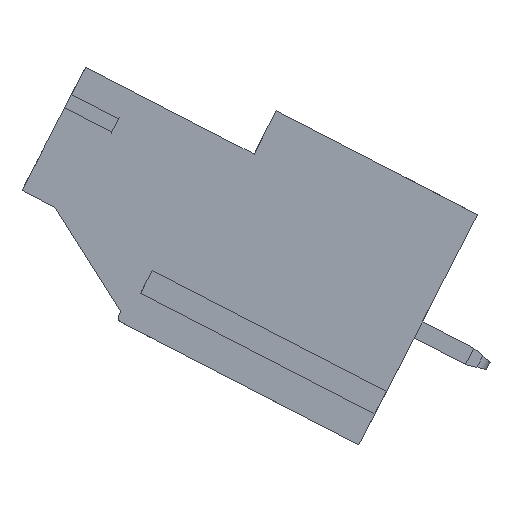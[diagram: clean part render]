
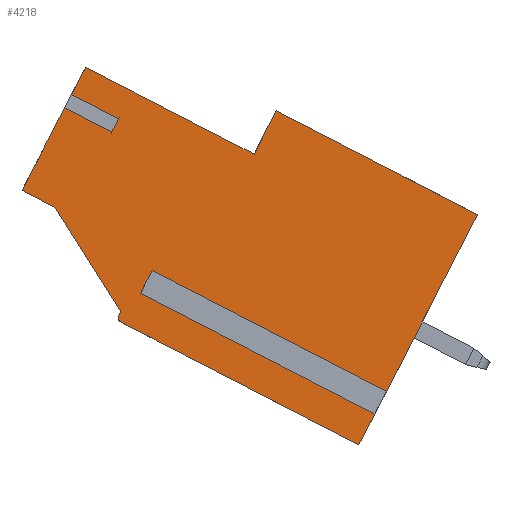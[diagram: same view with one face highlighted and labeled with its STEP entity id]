
A CAD part, left-side view. The second image highlights one B-rep face of the part: STEP entity #4218.
In plain terms, the highlighted planar face has unit normal (-1, 0, 0).
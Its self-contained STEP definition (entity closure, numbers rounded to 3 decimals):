
#215=CIRCLE('',#4416,0.2);
#881=ORIENTED_EDGE('',*,*,#1846,.F.);
#882=ORIENTED_EDGE('',*,*,#1860,.F.);
#883=ORIENTED_EDGE('',*,*,#1849,.T.);
#884=ORIENTED_EDGE('',*,*,#1735,.F.);
#885=ORIENTED_EDGE('',*,*,#1681,.F.);
#886=ORIENTED_EDGE('',*,*,#1678,.F.);
#887=ORIENTED_EDGE('',*,*,#1675,.F.);
#888=ORIENTED_EDGE('',*,*,#1672,.F.);
#889=ORIENTED_EDGE('',*,*,#1687,.F.);
#890=ORIENTED_EDGE('',*,*,#1773,.F.);
#891=ORIENTED_EDGE('',*,*,#1857,.F.);
#892=ORIENTED_EDGE('',*,*,#1853,.T.);
#893=ORIENTED_EDGE('',*,*,#1859,.T.);
#894=ORIENTED_EDGE('',*,*,#1776,.F.);
#895=ORIENTED_EDGE('',*,*,#1757,.F.);
#896=ORIENTED_EDGE('',*,*,#1708,.F.);
#897=ORIENTED_EDGE('',*,*,#1724,.F.);
#898=ORIENTED_EDGE('',*,*,#1729,.F.);
#1672=EDGE_CURVE('',#2254,#2255,#215,.T.);
#1675=EDGE_CURVE('',#2255,#2257,#2688,.T.);
#1678=EDGE_CURVE('',#2257,#2259,#2691,.T.);
#1681=EDGE_CURVE('',#2259,#2261,#2694,.T.);
#1687=EDGE_CURVE('',#2266,#2254,#2698,.T.);
#1708=EDGE_CURVE('',#2279,#2280,#2719,.T.);
#1724=EDGE_CURVE('',#2292,#2279,#2734,.T.);
#1729=EDGE_CURVE('',#2296,#2292,#2736,.T.);
#1735=EDGE_CURVE('',#2261,#2301,#2742,.T.);
#1757=EDGE_CURVE('',#2280,#2316,#2764,.T.);
#1773=EDGE_CURVE('',#2329,#2266,#2779,.T.);
#1776=EDGE_CURVE('',#2316,#2331,#2782,.T.);
#1846=EDGE_CURVE('',#2369,#2296,#2835,.T.);
#1849=EDGE_CURVE('',#2371,#2301,#2838,.T.);
#1853=EDGE_CURVE('',#2375,#2373,#2841,.T.);
#1857=EDGE_CURVE('',#2375,#2329,#2845,.T.);
#1859=EDGE_CURVE('',#2373,#2331,#2847,.T.);
#1860=EDGE_CURVE('',#2371,#2369,#2848,.T.);
#2254=VERTEX_POINT('',#6088);
#2255=VERTEX_POINT('',#6090);
#2257=VERTEX_POINT('',#6096);
#2259=VERTEX_POINT('',#6102);
#2261=VERTEX_POINT('',#6108);
#2266=VERTEX_POINT('',#6120);
#2279=VERTEX_POINT('',#6161);
#2280=VERTEX_POINT('',#6163);
#2292=VERTEX_POINT('',#6194);
#2296=VERTEX_POINT('',#6205);
#2301=VERTEX_POINT('',#6216);
#2316=VERTEX_POINT('',#6259);
#2329=VERTEX_POINT('',#6293);
#2331=VERTEX_POINT('',#6298);
#2369=VERTEX_POINT('',#6446);
#2371=VERTEX_POINT('',#6454);
#2373=VERTEX_POINT('',#6461);
#2375=VERTEX_POINT('',#6464);
#2688=LINE('',#6095,#3056);
#2691=LINE('',#6101,#3059);
#2694=LINE('',#6107,#3062);
#2698=LINE('',#6121,#3066);
#2719=LINE('',#6162,#3087);
#2734=LINE('',#6195,#3102);
#2736=LINE('',#6204,#3104);
#2742=LINE('',#6215,#3110);
#2764=LINE('',#6258,#3132);
#2779=LINE('',#6292,#3147);
#2782=LINE('',#6297,#3150);
#2835=LINE('',#6447,#3203);
#2838=LINE('',#6453,#3206);
#2841=LINE('',#6463,#3209);
#2845=LINE('',#6470,#3213);
#2847=LINE('',#6474,#3215);
#2848=LINE('',#6478,#3216);
#3056=VECTOR('',#4956,1000.);
#3059=VECTOR('',#4961,1000.);
#3062=VECTOR('',#4966,1000.);
#3066=VECTOR('',#4978,1000.);
#3087=VECTOR('',#5013,1000.);
#3102=VECTOR('',#5038,1000.);
#3104=VECTOR('',#5048,1000.);
#3110=VECTOR('',#5054,1000.);
#3132=VECTOR('',#5088,1000.);
#3147=VECTOR('',#5115,1000.);
#3150=VECTOR('',#5118,1000.);
#3203=VECTOR('',#5287,1000.);
#3206=VECTOR('',#5294,1000.);
#3209=VECTOR('',#5303,1000.);
#3213=VECTOR('',#5309,1000.);
#3215=VECTOR('',#5315,1000.);
#3216=VECTOR('',#5322,1000.);
#3479=EDGE_LOOP('',(#881,#882,#883,#884,#885,#886,#887,#888,#889,#890,#891,
#892,#893,#894,#895,#896,#897,#898));
#3767=FACE_BOUND('',#3479,.T.);
#4018=PLANE('',#4521);
#4218=ADVANCED_FACE('',(#3767),#4018,.F.);
#4416=AXIS2_PLACEMENT_3D('',#6089,#4949,#4950);
#4521=AXIS2_PLACEMENT_3D('',#6477,#5320,#5321);
#4949=DIRECTION('',(1.,0.,0.));
#4950=DIRECTION('',(0.,0.458,-0.889));
#4956=DIRECTION('',(0.,-0.458,0.889));
#4961=DIRECTION('',(0.,0.534,0.845));
#4966=DIRECTION('',(0.,0.889,0.458));
#4978=DIRECTION('',(0.,0.889,0.458));
#5013=DIRECTION('',(0.,-0.458,0.889));
#5038=DIRECTION('',(0.,-0.889,-0.458));
#5048=DIRECTION('',(0.,-0.458,0.889));
#5054=DIRECTION('',(0.,-0.458,0.889));
#5088=DIRECTION('',(0.,-0.889,-0.458));
#5115=DIRECTION('',(0.,0.458,-0.889));
#5118=DIRECTION('',(0.,0.458,-0.889));
#5287=DIRECTION('',(0.,0.889,0.458));
#5294=DIRECTION('',(0.,0.889,0.458));
#5303=DIRECTION('',(0.,-0.458,0.889));
#5309=DIRECTION('',(0.,-0.889,-0.458));
#5315=DIRECTION('',(0.,-0.889,-0.458));
#5320=DIRECTION('',(1.,0.,0.));
#5321=DIRECTION('',(0.,0.458,-0.889));
#5322=DIRECTION('',(0.,-0.458,0.889));
#6088=CARTESIAN_POINT('',(-49.53,0.279,1.043));
#6089=CARTESIAN_POINT('',(-49.53,0.188,1.221));
#6090=CARTESIAN_POINT('',(-49.53,0.365,1.312));
#6095=CARTESIAN_POINT('',(-49.53,0.274,1.49));
#6096=CARTESIAN_POINT('',(-49.53,0.274,1.49));
#6101=CARTESIAN_POINT('',(-49.53,3.124,5.998));
#6102=CARTESIAN_POINT('',(-49.53,3.124,5.998));
#6107=CARTESIAN_POINT('',(-49.53,4.546,6.732));
#6108=CARTESIAN_POINT('',(-49.53,4.546,6.732));
#6120=CARTESIAN_POINT('',(-49.53,-10.03,-4.275));
#6121=CARTESIAN_POINT('',(-49.53,-10.03,-4.275));
#6161=CARTESIAN_POINT('',(-49.53,-5.492,8.305));
#6162=CARTESIAN_POINT('',(-49.53,-6.455,10.172));
#6163=CARTESIAN_POINT('',(-49.53,-6.455,10.172));
#6194=CARTESIAN_POINT('',(-49.53,1.796,12.064));
#6195=CARTESIAN_POINT('',(-49.53,-5.492,8.305));
#6204=CARTESIAN_POINT('',(-49.53,1.796,12.064));
#6205=CARTESIAN_POINT('',(-49.53,2.405,10.882));
#6215=CARTESIAN_POINT('',(-49.53,1.796,12.064));
#6216=CARTESIAN_POINT('',(-49.53,2.699,10.313));
#6258=CARTESIAN_POINT('',(-49.53,-6.455,10.172));
#6259=CARTESIAN_POINT('',(-49.53,-15.164,5.679));
#6292=CARTESIAN_POINT('',(-49.53,-15.164,5.679));
#6293=CARTESIAN_POINT('',(-49.53,-10.823,-2.736));
#6297=CARTESIAN_POINT('',(-49.53,-15.164,5.679));
#6298=CARTESIAN_POINT('',(-49.53,-11.116,-2.169));
#6446=CARTESIAN_POINT('',(-49.53,0.361,9.828));
#6447=CARTESIAN_POINT('',(-49.53,-0.261,9.507));
#6453=CARTESIAN_POINT('',(-49.53,0.033,8.938));
#6454=CARTESIAN_POINT('',(-49.53,0.655,9.259));
#6461=CARTESIAN_POINT('',(-49.53,-0.984,3.057));
#6463=CARTESIAN_POINT('',(-49.53,-0.984,3.057));
#6464=CARTESIAN_POINT('',(-49.53,-0.692,2.489));
#6470=CARTESIAN_POINT('',(-49.53,-0.692,2.489));
#6474=CARTESIAN_POINT('',(-49.53,-0.984,3.057));
#6477=CARTESIAN_POINT('',(-49.53,0.188,1.221));
#6478=CARTESIAN_POINT('',(-49.53,2.433,5.812));
